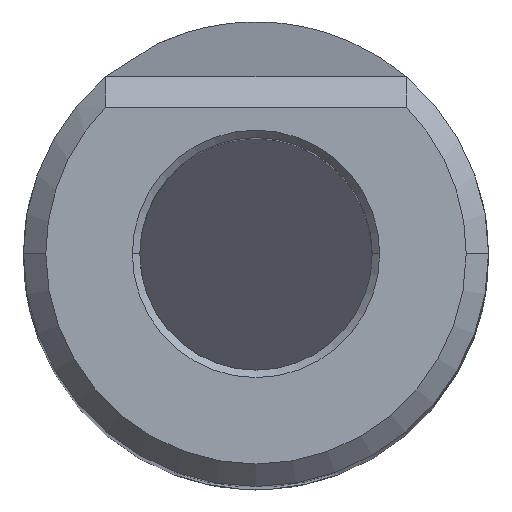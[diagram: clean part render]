
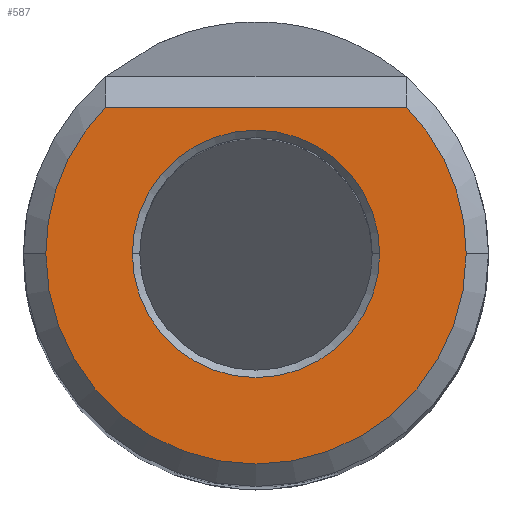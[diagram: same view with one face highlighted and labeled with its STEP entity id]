
A CAD part, top view. The second image highlights one B-rep face of the part: STEP entity #587.
In plain terms, the highlighted planar face has unit normal (0, 0, 1).
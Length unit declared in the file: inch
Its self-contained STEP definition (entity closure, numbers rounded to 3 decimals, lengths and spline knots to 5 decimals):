
#6 = EDGE_CURVE ( 'NONE', #397, #785, #358, .T. ) ;
#13 = DIRECTION ( 'NONE',  ( 0., 0., 1. ) ) ;
#43 = DIRECTION ( 'NONE',  ( -1., 0., 0. ) ) ;
#69 = AXIS2_PLACEMENT_3D ( 'NONE', #90, #798, #547 ) ;
#73 = ORIENTED_EDGE ( 'NONE', *, *, #435, .T. ) ;
#90 = CARTESIAN_POINT ( 'NONE',  ( 0., 0., 0. ) ) ;
#96 = DIRECTION ( 'NONE',  ( 1., 0., 0. ) ) ;
#99 = AXIS2_PLACEMENT_3D ( 'NONE', #338, #13, #272 ) ;
#102 = CARTESIAN_POINT ( 'NONE',  ( -0.2825, 0., 0. ) ) ;
#122 = FACE_BOUND ( 'NONE', #410, .T. ) ;
#146 = CARTESIAN_POINT ( 'NONE',  ( 0., 0., 0. ) ) ;
#158 = CARTESIAN_POINT ( 'NONE',  ( 0., 0., 0. ) ) ;
#167 = DIRECTION ( 'NONE',  ( 0., 0., -1. ) ) ;
#169 = CARTESIAN_POINT ( 'NONE',  ( 0.16625, 0., 0. ) ) ;
#219 = CARTESIAN_POINT ( 'NONE',  ( -0.20227, 0.19722, 0. ) ) ;
#235 = VECTOR ( 'NONE', #43, 39.37008 ) ;
#244 = FACE_OUTER_BOUND ( 'NONE', #581, .T. ) ;
#264 = CARTESIAN_POINT ( 'NONE',  ( -0.16625, 0., 0. ) ) ;
#272 = DIRECTION ( 'NONE',  ( 1., 0., 0. ) ) ;
#273 = ORIENTED_EDGE ( 'NONE', *, *, #469, .T. ) ;
#275 = AXIS2_PLACEMENT_3D ( 'NONE', #146, #167, #96 ) ;
#306 = AXIS2_PLACEMENT_3D ( 'NONE', #158, #485, #805 ) ;
#307 = DIRECTION ( 'NONE',  ( 1., 0., 0. ) ) ;
#313 = PLANE ( 'NONE',  #445 ) ;
#338 = CARTESIAN_POINT ( 'NONE',  ( 0., 0., 0. ) ) ;
#341 = VERTEX_POINT ( 'NONE', #701 ) ;
#342 = CIRCLE ( 'NONE', #306, 0.2825 ) ;
#346 = VERTEX_POINT ( 'NONE', #169 ) ;
#358 = LINE ( 'NONE', #624, #235 ) ;
#377 = DIRECTION ( 'NONE',  ( 1., 0., 0. ) ) ;
#388 = VERTEX_POINT ( 'NONE', #102 ) ;
#397 = VERTEX_POINT ( 'NONE', #747 ) ;
#410 = EDGE_LOOP ( 'NONE', ( #73, #668 ) ) ;
#435 = EDGE_CURVE ( 'NONE', #346, #655, #682, .T. ) ;
#436 = CIRCLE ( 'NONE', #69, 0.16625 ) ;
#445 = AXIS2_PLACEMENT_3D ( 'NONE', #832, #830, #377 ) ;
#466 = ORIENTED_EDGE ( 'NONE', *, *, #595, .T. ) ;
#469 = EDGE_CURVE ( 'NONE', #785, #388, #342, .T. ) ;
#485 = DIRECTION ( 'NONE',  ( 0., 0., 1. ) ) ;
#547 = DIRECTION ( 'NONE',  ( 1., 0., 0. ) ) ;
#580 = DIRECTION ( 'NONE',  ( 0., 0., 1. ) ) ;
#581 = EDGE_LOOP ( 'NONE', ( #273, #466, #588, #685 ) ) ;
#587 = ADVANCED_FACE ( 'NONE', ( #122, #244 ), #313, .T. ) ;
#588 = ORIENTED_EDGE ( 'NONE', *, *, #789, .T. ) ;
#595 = EDGE_CURVE ( 'NONE', #388, #341, #809, .T. ) ;
#624 = CARTESIAN_POINT ( 'NONE',  ( 0., 0.19722, 0. ) ) ;
#646 = CARTESIAN_POINT ( 'NONE',  ( 0., 0., 0. ) ) ;
#655 = VERTEX_POINT ( 'NONE', #264 ) ;
#668 = ORIENTED_EDGE ( 'NONE', *, *, #771, .T. ) ;
#673 = AXIS2_PLACEMENT_3D ( 'NONE', #646, #580, #307 ) ;
#682 = CIRCLE ( 'NONE', #275, 0.16625 ) ;
#685 = ORIENTED_EDGE ( 'NONE', *, *, #6, .T. ) ;
#701 = CARTESIAN_POINT ( 'NONE',  ( 0.2825, 0., 0. ) ) ;
#747 = CARTESIAN_POINT ( 'NONE',  ( 0.20227, 0.19722, 0. ) ) ;
#770 = CIRCLE ( 'NONE', #99, 0.2825 ) ;
#771 = EDGE_CURVE ( 'NONE', #655, #346, #436, .T. ) ;
#785 = VERTEX_POINT ( 'NONE', #219 ) ;
#789 = EDGE_CURVE ( 'NONE', #341, #397, #770, .T. ) ;
#798 = DIRECTION ( 'NONE',  ( 0., 0., -1. ) ) ;
#805 = DIRECTION ( 'NONE',  ( 1., 0., 0. ) ) ;
#809 = CIRCLE ( 'NONE', #673, 0.2825 ) ;
#830 = DIRECTION ( 'NONE',  ( 0., 0., 1. ) ) ;
#832 = CARTESIAN_POINT ( 'NONE',  ( 0., 0., 0. ) ) ;
